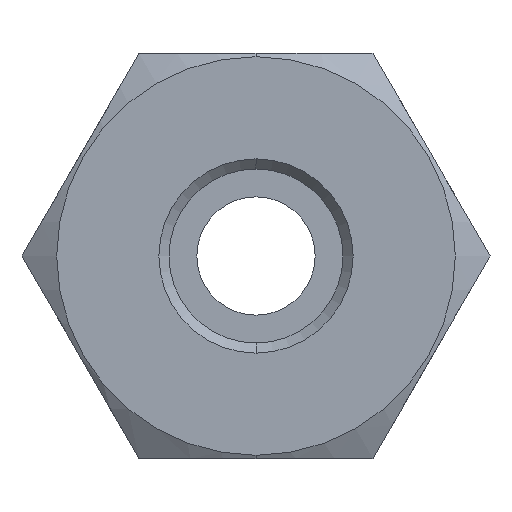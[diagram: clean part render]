
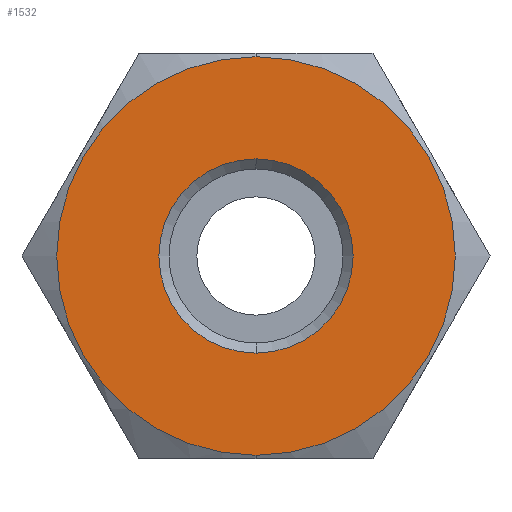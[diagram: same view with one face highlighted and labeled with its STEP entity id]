
A CAD part, front view. The second image highlights one B-rep face of the part: STEP entity #1532.
In plain terms, the highlighted planar face has unit normal (0, -1, 0).
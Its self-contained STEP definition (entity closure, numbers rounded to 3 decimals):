
#7 = EDGE_CURVE ( 'NONE', #665, #588, #180, .T. ) ;
#8 = EDGE_CURVE ( 'NONE', #590, #589, #238, .T. ) ;
#109 = AXIS2_PLACEMENT_3D ( 'NONE', #2072, #2073, #2074 ) ;
#111 = CIRCLE ( 'NONE', #109, 5.9 ) ;
#113 = AXIS2_PLACEMENT_3D ( 'NONE', #2065, #2066, #2067 ) ;
#114 = CIRCLE ( 'NONE', #113, 2.875 ) ;
#161 = AXIS2_PLACEMENT_3D ( 'NONE', #1980, #1981, #1982 ) ;
#167 = AXIS2_PLACEMENT_3D ( 'NONE', #435, #442, #441 ) ;
#180 = CIRCLE ( 'NONE', #167, 2.875 ) ;
#193 = AXIS2_PLACEMENT_3D ( 'NONE', #440, #439, #438 ) ;
#238 = CIRCLE ( 'NONE', #193, 5.9 ) ;
#328 = CARTESIAN_POINT ( 'NONE',  ( 0., -17.403, 5.9 ) ) ;
#329 = CARTESIAN_POINT ( 'NONE',  ( 0., -17.403, 2.875 ) ) ;
#357 = CARTESIAN_POINT ( 'NONE',  ( 0., -17.403, -5.9 ) ) ;
#435 = CARTESIAN_POINT ( 'NONE',  ( 0., -17.403, 0. ) ) ;
#438 = DIRECTION ( 'NONE',  ( 0., 0., 1. ) ) ;
#439 = DIRECTION ( 'NONE',  ( 0., -1., 0. ) ) ;
#440 = CARTESIAN_POINT ( 'NONE',  ( 0., -17.403, 0. ) ) ;
#441 = DIRECTION ( 'NONE',  ( 0., 0., -1. ) ) ;
#442 = DIRECTION ( 'NONE',  ( 0., 1., 0. ) ) ;
#510 = EDGE_LOOP ( 'NONE', ( #1287, #1286 ) ) ;
#587 = EDGE_LOOP ( 'NONE', ( #1284, #1285 ) ) ;
#588 = VERTEX_POINT ( 'NONE', #329 ) ;
#589 = VERTEX_POINT ( 'NONE', #328 ) ;
#590 = VERTEX_POINT ( 'NONE', #357 ) ;
#665 = VERTEX_POINT ( 'NONE', #1750 ) ;
#1284 = ORIENTED_EDGE ( 'NONE', *, *, #1559, .T. ) ;
#1285 = ORIENTED_EDGE ( 'NONE', *, *, #7, .T. ) ;
#1286 = ORIENTED_EDGE ( 'NONE', *, *, #1562, .T. ) ;
#1287 = ORIENTED_EDGE ( 'NONE', *, *, #8, .T. ) ;
#1362 = FACE_BOUND ( 'NONE', #587, .T. ) ;
#1363 = FACE_OUTER_BOUND ( 'NONE', #510, .T. ) ;
#1532 = ADVANCED_FACE ( 'NONE', ( #1362, #1363 ), #1979, .F. ) ;
#1559 = EDGE_CURVE ( 'NONE', #588, #665, #114, .T. ) ;
#1562 = EDGE_CURVE ( 'NONE', #589, #590, #111, .T. ) ;
#1750 = CARTESIAN_POINT ( 'NONE',  ( 0., -17.403, -2.875 ) ) ;
#1979 = PLANE ( 'NONE',  #161 ) ;
#1980 = CARTESIAN_POINT ( 'NONE',  ( -5.9, -17.403, 0. ) ) ;
#1981 = DIRECTION ( 'NONE',  ( 0., 1., 0. ) ) ;
#1982 = DIRECTION ( 'NONE',  ( 0., 0., -1. ) ) ;
#2065 = CARTESIAN_POINT ( 'NONE',  ( 0., -17.403, 0. ) ) ;
#2066 = DIRECTION ( 'NONE',  ( 0., 1., 0. ) ) ;
#2067 = DIRECTION ( 'NONE',  ( 0., 0., -1. ) ) ;
#2072 = CARTESIAN_POINT ( 'NONE',  ( 0., -17.403, 0. ) ) ;
#2073 = DIRECTION ( 'NONE',  ( 0., -1., 0. ) ) ;
#2074 = DIRECTION ( 'NONE',  ( 0., 0., 1. ) ) ;
